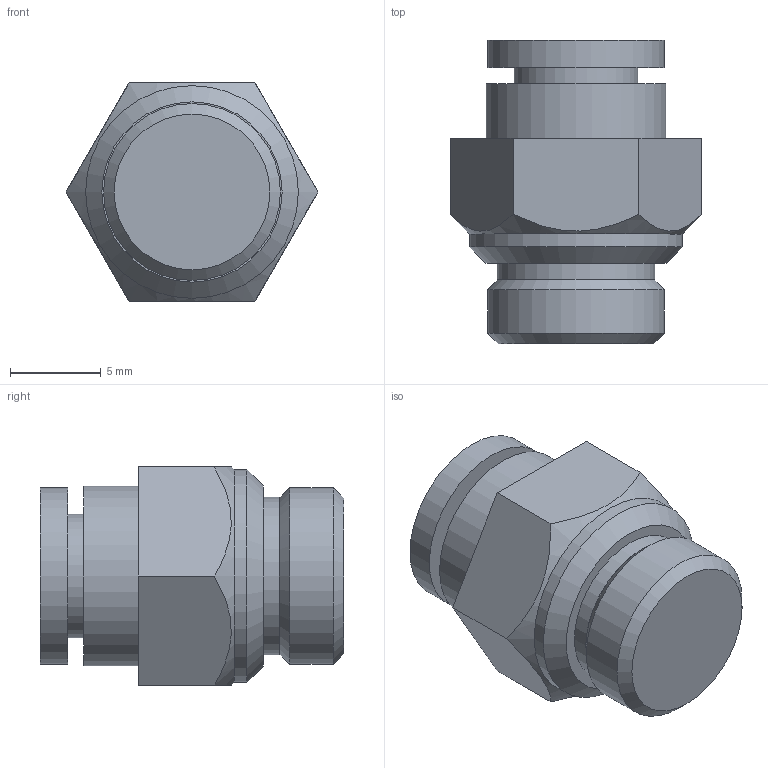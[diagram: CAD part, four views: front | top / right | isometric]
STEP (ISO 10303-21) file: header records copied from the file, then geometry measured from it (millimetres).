
FILE_DESCRIPTION( ( 'STEP AP214' ), '1' );
FILE_NAME( 'KQ2H06-U01N.stp', '2019-08-12T05:45:43', ( '' ), ( '' ), ' ', 'PARTsolutions', ' ' );
FILE_SCHEMA( ( 'AUTOMOTIVE_DESIGN { 1 0 10303 214 1 1 1 1 }' ) );
Length unit declared in the file: millimetre
Products named in the file (1): _KQ2H06-U01N
Bounding box: 13.86 x 16.7 x 12 mm (x, y, z)
Volume: 1113.7 mm3; surface area: 1122.8 mm2
Topology: 1 solids, 1 shells, 25 faces, 48 edges, 31 vertices
Faces by surface type: plane 14, cylinder 7, cone 4
Full cylindrical faces by diameter (mm): 6 x1, 6.8 x1, 8.65 x1, 9.7 x1, 9.728 x1, 9.9 x1, 11.7 x1
Entity records: 840 total; most frequent: CARTESIAN_POINT 164, DIRECTION 98, ORIENTED_EDGE 70, AXIS2_PLACEMENT_3D 43, EDGE_LOOP 42, EDGE_CURVE 35, FACE_OUTER_BOUND 32, VERTEX_POINT 29
